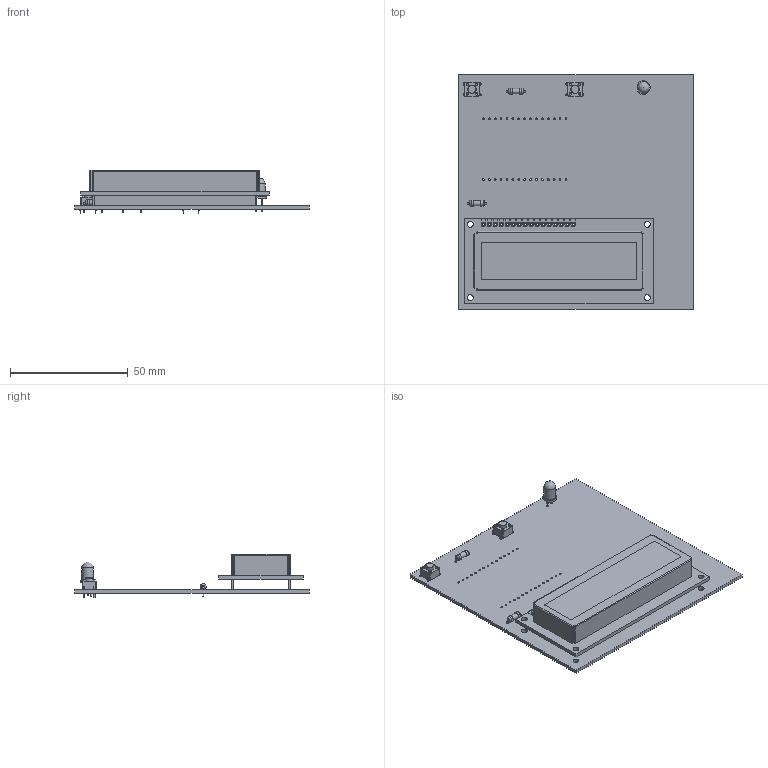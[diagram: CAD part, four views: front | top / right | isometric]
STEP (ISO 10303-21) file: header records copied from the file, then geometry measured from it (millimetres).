
FILE_DESCRIPTION(('KiCad electronic assembly'),'2;1');
FILE_NAME('*.step','2025-07-07T14:48:35',('Pcbnew'),('Kicad'), 'Open CASCADE STEP processor 7.8','KiCad to STEP converter','Unknown' );
FILE_SCHEMA(('AUTOMOTIVE_DESIGN { 1 0 10303 214 1 1 1 1 }'));
Length unit declared in the file: millimetre
Products named in the file (6): * 1; R_Axial_DIN0207_L6.3mm_D2.5mm_P7.62mm_Horizontal; WC1602A; SW_PUSH_6mm_H5mm; LED_D5.0mm; *_PCB
Assembly tree (7 placements, depth 2):
  * 1
    R_Axial_DIN0207_L6.3mm_D2.5mm_P7.62mm_Horizontal  x2
    WC1602A
    SW_PUSH_6mm_H5mm  x2
    LED_D5.0mm
    *_PCB
Bounding box: 99.5 x 99.5 x 18.5 mm (x, y, z)
Volume: 36776.2 mm3; surface area: 30475.2 mm2
Topology: 7 solids, 7 shells, 536 faces, 1355 edges, 839 vertices
Faces by surface type: plane 283, cylinder 240, torus 10, sphere 3
Full cylindrical faces by diameter (mm): 0.6 x4, 0.762 x30, 0.8 x4, 0.9 x2, 1 x24, 1.1 x8, 1.2 x16, 2.25 x2, 2.5 x12, 3.5 x2, 4.9 x1
Entity records: 15615 total; most frequent: CARTESIAN_POINT 2454, DIRECTION 2289, ORIENTED_EDGE 2104, EDGE_CURVE 1052, AXIS2_PLACEMENT_3D 815, LINE 659, VECTOR 659, VERTEX_POINT 646
